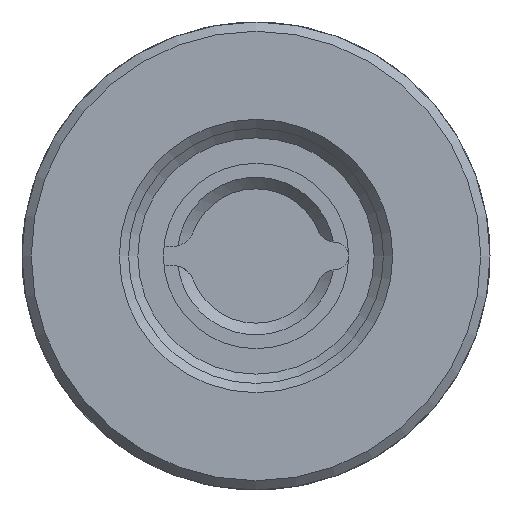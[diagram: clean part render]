
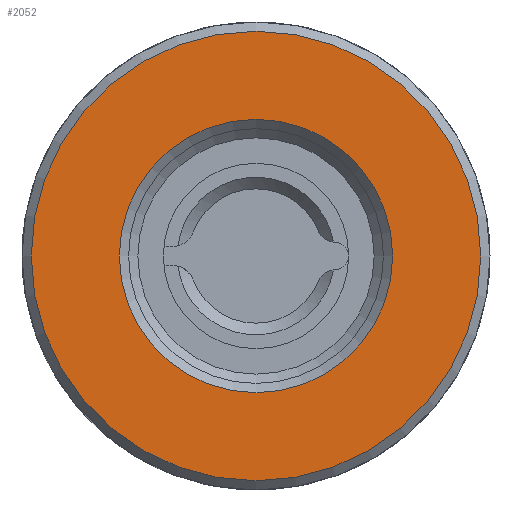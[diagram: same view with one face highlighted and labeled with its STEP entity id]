
A CAD part, front view. The second image highlights one B-rep face of the part: STEP entity #2052.
In plain terms, the highlighted planar face has unit normal (0, -1, 0).
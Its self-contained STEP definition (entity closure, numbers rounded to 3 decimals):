
#170=FACE_BOUND('',#382,.T.);
#174=PLANE('',#2215);
#236=FACE_OUTER_BOUND('',#381,.T.);
#381=EDGE_LOOP('',(#1395));
#382=EDGE_LOOP('',(#1396));
#690=CIRCLE('',#2214,5.9);
#691=CIRCLE('',#2216,9.7);
#863=VERTEX_POINT('',#3165);
#864=VERTEX_POINT('',#3169);
#1058=EDGE_CURVE('',#863,#863,#690,.T.);
#1059=EDGE_CURVE('',#864,#864,#691,.T.);
#1395=ORIENTED_EDGE('',*,*,#1059,.F.);
#1396=ORIENTED_EDGE('',*,*,#1058,.F.);
#2052=ADVANCED_FACE('',(#236,#170),#174,.T.);
#2214=AXIS2_PLACEMENT_3D('',#3167,#2514,#2515);
#2215=AXIS2_PLACEMENT_3D('',#3168,#2516,#2517);
#2216=AXIS2_PLACEMENT_3D('',#3170,#2518,#2519);
#2514=DIRECTION('center_axis',(0.,-1.,0.));
#2515=DIRECTION('ref_axis',(1.,0.,0.));
#2516=DIRECTION('center_axis',(0.,-1.,0.));
#2517=DIRECTION('ref_axis',(0.,0.,
-1.));
#2518=DIRECTION('center_axis',(0.,1.,0.));
#2519=DIRECTION('ref_axis',(-1.,0.,0.));
#3165=CARTESIAN_POINT('',(-5.9,0.,0.));
#3167=CARTESIAN_POINT('Origin',(0.,0.,0.));
#3168=CARTESIAN_POINT('Origin',(-0.073,0.,
0.));
#3169=CARTESIAN_POINT('',(9.7,0.,0.));
#3170=CARTESIAN_POINT('Origin',(0.,0.,0.));
